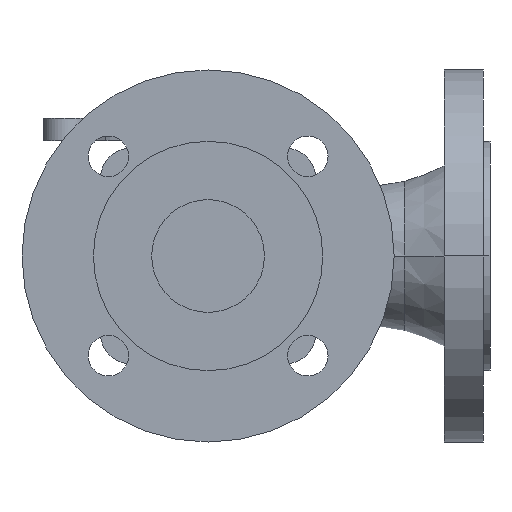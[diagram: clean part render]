
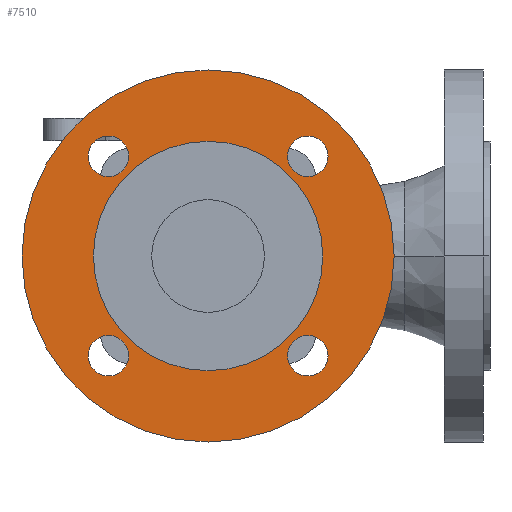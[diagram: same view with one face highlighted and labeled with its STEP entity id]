
A CAD part, front view. The second image highlights one B-rep face of the part: STEP entity #7510.
In plain terms, the highlighted planar face has unit normal (0, -1, 0).
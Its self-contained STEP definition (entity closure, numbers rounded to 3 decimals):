
#2560=CARTESIAN_POINT('',(-50.85,3.,0.));
#2570=VERTEX_POINT('',#2560);
#2730=CARTESIAN_POINT('',(50.85,3.,0.));
#2740=VERTEX_POINT('',#2730);
#2770=CARTESIAN_POINT('',(0.,3.,0.));
#2780=DIRECTION('',(0.,-1.,-0.));
#2790=DIRECTION('',(-1.,0.,0.));
#2800=AXIS2_PLACEMENT_3D('',#2770,#2780,#2790);
#2810=CIRCLE('',#2800,50.85);
#2820=EDGE_CURVE('',#2570,#2740,#2810,.T.);
#2960=CARTESIAN_POINT('',(82.5,3.,0.));
#2970=VERTEX_POINT('',#2960);
#3150=CARTESIAN_POINT('',(-82.5,3.,0.));
#3160=VERTEX_POINT('',#3150);
#3190=CARTESIAN_POINT('',(0.,3.,0.));
#3200=DIRECTION('',(0.,-1.,-0.));
#3210=DIRECTION('',(-1.,0.,0.));
#3220=AXIS2_PLACEMENT_3D('',#3190,#3200,#3210);
#3230=CIRCLE('',#3220,82.5);
#3240=EDGE_CURVE('',#3160,#2970,#3230,.T.);
#6760=CARTESIAN_POINT('',(-66.675,3.,0.));
#6770=DIRECTION('',(0.,-1.,-0.));
#6780=DIRECTION('',(-1.,0.,0.));
#6790=AXIS2_PLACEMENT_3D('',#6760,#6770,#6780);
#6800=PLANE('',#6790);
#6810=CARTESIAN_POINT('',(-44.194,3.,-44.194));
#6820=DIRECTION('',(-0.,1.,0.));
#6830=DIRECTION('',(1.,0.,0.));
#6840=AXIS2_PLACEMENT_3D('',#6810,#6820,#6830);
#6850=CIRCLE('',#6840,9.);
#6860=CARTESIAN_POINT('',(-53.194,3.,-44.194));
#6870=VERTEX_POINT('',#6860);
#6880=CARTESIAN_POINT('',(-35.194,3.,-44.194));
#6890=VERTEX_POINT('',#6880);
#6900=EDGE_CURVE('',#6870,#6890,#6850,.T.);
#6910=ORIENTED_EDGE('',*,*,#6900,.T.);
#6920=EDGE_CURVE('',#6890,#6870,#6850,.T.);
#6930=ORIENTED_EDGE('',*,*,#6920,.T.);
#6940=EDGE_LOOP('',(#6930,#6910));
#6950=FACE_BOUND('',#6940,.T.);
#6960=CARTESIAN_POINT('',(-44.194,3.,44.194));
#6970=DIRECTION('',(-0.,1.,0.));
#6980=DIRECTION('',(1.,0.,0.));
#6990=AXIS2_PLACEMENT_3D('',#6960,#6970,#6980);
#7000=CIRCLE('',#6990,9.);
#7010=CARTESIAN_POINT('',(-53.194,3.,44.194));
#7020=VERTEX_POINT('',#7010);
#7030=CARTESIAN_POINT('',(-35.194,3.,44.194));
#7040=VERTEX_POINT('',#7030);
#7050=EDGE_CURVE('',#7020,#7040,#7000,.T.);
#7060=ORIENTED_EDGE('',*,*,#7050,.T.);
#7070=EDGE_CURVE('',#7040,#7020,#7000,.T.);
#7080=ORIENTED_EDGE('',*,*,#7070,.T.);
#7090=EDGE_LOOP('',(#7080,#7060));
#7100=FACE_BOUND('',#7090,.T.);
#7110=CARTESIAN_POINT('',(44.194,3.,44.194));
#7120=DIRECTION('',(-0.,1.,0.));
#7130=DIRECTION('',(1.,0.,0.));
#7140=AXIS2_PLACEMENT_3D('',#7110,#7120,#7130);
#7150=CIRCLE('',#7140,9.);
#7160=CARTESIAN_POINT('',(53.194,3.,44.194));
#7170=VERTEX_POINT('',#7160);
#7180=CARTESIAN_POINT('',(35.194,3.,44.194));
#7190=VERTEX_POINT('',#7180);
#7200=EDGE_CURVE('',#7170,#7190,#7150,.T.);
#7210=ORIENTED_EDGE('',*,*,#7200,.T.);
#7220=EDGE_CURVE('',#7190,#7170,#7150,.T.);
#7230=ORIENTED_EDGE('',*,*,#7220,.T.);
#7240=EDGE_LOOP('',(#7230,#7210));
#7250=FACE_BOUND('',#7240,.T.);
#7260=CARTESIAN_POINT('',(44.194,3.,-44.194));
#7270=DIRECTION('',(-0.,1.,0.));
#7280=DIRECTION('',(1.,0.,0.));
#7290=AXIS2_PLACEMENT_3D('',#7260,#7270,#7280);
#7300=CIRCLE('',#7290,9.);
#7310=CARTESIAN_POINT('',(35.194,3.,-44.194));
#7320=VERTEX_POINT('',#7310);
#7330=CARTESIAN_POINT('',(53.194,3.,-44.194));
#7340=VERTEX_POINT('',#7330);
#7350=EDGE_CURVE('',#7320,#7340,#7300,.T.);
#7360=ORIENTED_EDGE('',*,*,#7350,.T.);
#7370=EDGE_CURVE('',#7340,#7320,#7300,.T.);
#7380=ORIENTED_EDGE('',*,*,#7370,.T.);
#7390=EDGE_LOOP('',(#7380,#7360));
#7400=FACE_BOUND('',#7390,.T.);
#7410=EDGE_CURVE('',#2740,#2570,#2810,.T.);
#7420=ORIENTED_EDGE('',*,*,#7410,.F.);
#7430=ORIENTED_EDGE('',*,*,#2820,.F.);
#7440=EDGE_LOOP('',(#7430,#7420));
#7450=FACE_BOUND('',#7440,.T.);
#7460=EDGE_CURVE('',#2970,#3160,#3230,.T.);
#7470=ORIENTED_EDGE('',*,*,#7460,.T.);
#7480=ORIENTED_EDGE('',*,*,#3240,.T.);
#7490=EDGE_LOOP('',(#7480,#7470));
#7500=FACE_OUTER_BOUND('',#7490,.T.);
#7510=ADVANCED_FACE('',(#6950,#7100,#7250,#7400,#7450,#7500),#6800,.T.);
